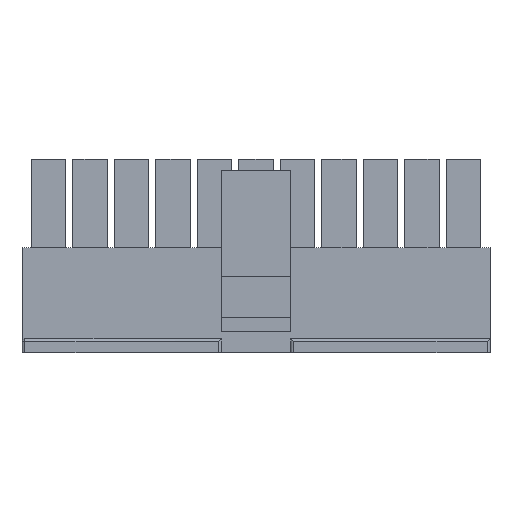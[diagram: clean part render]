
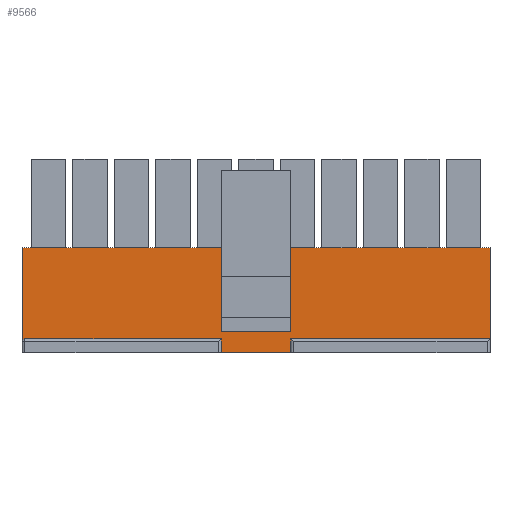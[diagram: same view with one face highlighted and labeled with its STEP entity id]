
A CAD part, top view. The second image highlights one B-rep face of the part: STEP entity #9566.
In plain terms, the highlighted planar face has unit normal (0, 0, 1).
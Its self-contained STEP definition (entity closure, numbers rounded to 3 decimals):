
#47=CIRCLE('',#10108,0.2);
#1278=ORIENTED_EDGE('',*,*,#2797,.F.);
#1279=ORIENTED_EDGE('',*,*,#3706,.T.);
#1280=ORIENTED_EDGE('',*,*,#2803,.T.);
#1281=ORIENTED_EDGE('',*,*,#3707,.T.);
#1282=ORIENTED_EDGE('',*,*,#3708,.T.);
#1283=ORIENTED_EDGE('',*,*,#3709,.F.);
#1284=ORIENTED_EDGE('',*,*,#3710,.F.);
#1285=ORIENTED_EDGE('',*,*,#3711,.F.);
#1286=ORIENTED_EDGE('',*,*,#3712,.T.);
#1287=ORIENTED_EDGE('',*,*,#3713,.F.);
#1288=ORIENTED_EDGE('',*,*,#3714,.T.);
#1289=ORIENTED_EDGE('',*,*,#3699,.F.);
#1290=ORIENTED_EDGE('',*,*,#3715,.T.);
#1291=ORIENTED_EDGE('',*,*,#2908,.F.);
#1292=ORIENTED_EDGE('',*,*,#3716,.F.);
#1293=ORIENTED_EDGE('',*,*,#3698,.F.);
#1294=ORIENTED_EDGE('',*,*,#3717,.T.);
#2797=EDGE_CURVE('',#4167,#4168,#5041,.T.);
#2803=EDGE_CURVE('',#4173,#4174,#5047,.T.);
#2908=EDGE_CURVE('',#4259,#4260,#5151,.T.);
#3698=EDGE_CURVE('',#4867,#4864,#5936,.T.);
#3699=EDGE_CURVE('',#4868,#4869,#5937,.T.);
#3706=EDGE_CURVE('',#4167,#4173,#5944,.T.);
#3707=EDGE_CURVE('',#4174,#4168,#5945,.T.);
#3708=EDGE_CURVE('',#4874,#4875,#5946,.T.);
#3709=EDGE_CURVE('',#4876,#4875,#5947,.T.);
#3710=EDGE_CURVE('',#4877,#4876,#5948,.T.);
#3711=EDGE_CURVE('',#4874,#4877,#5949,.T.);
#3712=EDGE_CURVE('',#4878,#4879,#5950,.T.);
#3713=EDGE_CURVE('',#4880,#4879,#5951,.T.);
#3714=EDGE_CURVE('',#4880,#4869,#47,.F.);
#3715=EDGE_CURVE('',#4868,#4260,#5952,.T.);
#3716=EDGE_CURVE('',#4864,#4259,#5953,.T.);
#3717=EDGE_CURVE('',#4867,#4878,#5954,.T.);
#4167=VERTEX_POINT('',#12895);
#4168=VERTEX_POINT('',#12897);
#4173=VERTEX_POINT('',#12910);
#4174=VERTEX_POINT('',#12911);
#4259=VERTEX_POINT('',#13117);
#4260=VERTEX_POINT('',#13119);
#4864=VERTEX_POINT('',#14673);
#4867=VERTEX_POINT('',#14678);
#4868=VERTEX_POINT('',#14682);
#4869=VERTEX_POINT('',#14683);
#4874=VERTEX_POINT('',#14699);
#4875=VERTEX_POINT('',#14700);
#4876=VERTEX_POINT('',#14702);
#4877=VERTEX_POINT('',#14704);
#4878=VERTEX_POINT('',#14707);
#4879=VERTEX_POINT('',#14708);
#4880=VERTEX_POINT('',#14710);
#5041=LINE('',#12896,#6392);
#5047=LINE('',#12909,#6398);
#5151=LINE('',#13118,#6502);
#5936=LINE('',#14679,#7287);
#5937=LINE('',#14681,#7288);
#5944=LINE('',#14696,#7295);
#5945=LINE('',#14697,#7296);
#5946=LINE('',#14698,#7297);
#5947=LINE('',#14701,#7298);
#5948=LINE('',#14703,#7299);
#5949=LINE('',#14705,#7300);
#5950=LINE('',#14706,#7301);
#5951=LINE('',#14709,#7302);
#5952=LINE('',#14712,#7303);
#5953=LINE('',#14713,#7304);
#5954=LINE('',#14714,#7305);
#6392=VECTOR('',#10462,1000.);
#6398=VECTOR('',#10472,1000.);
#6502=VECTOR('',#10612,1000.);
#7287=VECTOR('',#11733,1000.);
#7288=VECTOR('',#11736,1000.);
#7295=VECTOR('',#11747,1000.);
#7296=VECTOR('',#11748,1000.);
#7297=VECTOR('',#11749,1000.);
#7298=VECTOR('',#11750,1000.);
#7299=VECTOR('',#11751,1000.);
#7300=VECTOR('',#11752,1000.);
#7301=VECTOR('',#11753,1000.);
#7302=VECTOR('',#11754,1000.);
#7303=VECTOR('',#11757,1000.);
#7304=VECTOR('',#11758,1000.);
#7305=VECTOR('',#11759,1000.);
#7959=EDGE_LOOP('',(#1278,#1279,#1280,#1281));
#7960=EDGE_LOOP('',(#1282,#1283,#1284,#1285));
#7961=EDGE_LOOP('',(#1286,#1287,#1288,#1289,#1290,#1291,#1292,#1293,#1294));
#8525=FACE_BOUND('',#7959,.T.);
#8526=FACE_BOUND('',#7960,.T.);
#8527=FACE_BOUND('',#7961,.T.);
#9058=PLANE('',#10107);
#9566=ADVANCED_FACE('',(#8525,#8526,#8527),#9058,.T.);
#10107=AXIS2_PLACEMENT_3D('',#14695,#11745,#11746);
#10108=AXIS2_PLACEMENT_3D('',#14711,#11755,#11756);
#10462=DIRECTION('',(-1.,0.,0.));
#10472=DIRECTION('',(-1.,0.,0.));
#10612=DIRECTION('',(-1.,0.,0.));
#11733=DIRECTION('',(-1.,0.,0.));
#11736=DIRECTION('',(-1.,0.,0.));
#11745=DIRECTION('',(0.,0.,1.));
#11746=DIRECTION('',(1.,0.,0.));
#11747=DIRECTION('',(0.,-1.,0.));
#11748=DIRECTION('',(0.,1.,0.));
#11749=DIRECTION('',(-1.,0.,0.));
#11750=DIRECTION('',(0.,-1.,0.));
#11751=DIRECTION('',(-1.,0.,0.));
#11752=DIRECTION('',(0.,1.,0.));
#11753=DIRECTION('',(-1.,0.,0.));
#11754=DIRECTION('',(0.,1.,0.));
#11755=DIRECTION('',(0.,0.,1.));
#11756=DIRECTION('',(1.,0.,0.));
#11757=DIRECTION('',(0.,-1.,0.));
#11758=DIRECTION('',(0.,-1.,0.));
#11759=DIRECTION('',(0.,1.,0.));
#12895=CARTESIAN_POINT('',(-1.625,2.419,1.93));
#12896=CARTESIAN_POINT('',(2.5,2.419,1.93));
#12897=CARTESIAN_POINT('',(-2.5,2.419,1.93));
#12909=CARTESIAN_POINT('',(2.5,1.619,1.93));
#12910=CARTESIAN_POINT('',(-1.625,1.619,1.93));
#12911=CARTESIAN_POINT('',(-2.5,1.619,1.93));
#13117=CARTESIAN_POINT('',(2.5,-4.3,1.93));
#13118=CARTESIAN_POINT('',(2.5,-4.3,1.93));
#13119=CARTESIAN_POINT('',(-2.5,-4.3,1.93));
#14673=CARTESIAN_POINT('',(2.5,-3.3,1.93));
#14678=CARTESIAN_POINT('',(16.925,-3.3,1.93));
#14679=CARTESIAN_POINT('',(16.925,-3.3,1.93));
#14681=CARTESIAN_POINT('',(16.925,-3.3,1.93));
#14682=CARTESIAN_POINT('',(-2.5,-3.3,1.93));
#14683=CARTESIAN_POINT('',(-16.725,-3.3,1.93));
#14695=CARTESIAN_POINT('',(16.925,-3.3,1.93));
#14696=CARTESIAN_POINT('',(-1.625,6.65,1.93));
#14697=CARTESIAN_POINT('',(-2.5,1.619,1.93));
#14698=CARTESIAN_POINT('',(2.5,1.619,1.93));
#14699=CARTESIAN_POINT('',(2.5,1.619,1.93));
#14700=CARTESIAN_POINT('',(1.625,1.619,1.93));
#14701=CARTESIAN_POINT('',(1.625,6.65,1.93));
#14702=CARTESIAN_POINT('',(1.625,2.419,1.93));
#14703=CARTESIAN_POINT('',(2.5,2.419,1.93));
#14704=CARTESIAN_POINT('',(2.5,2.419,1.93));
#14705=CARTESIAN_POINT('',(2.5,1.619,1.93));
#14706=CARTESIAN_POINT('',(16.925,3.3,1.93));
#14707=CARTESIAN_POINT('',(16.925,3.3,1.93));
#14708=CARTESIAN_POINT('',(-16.925,3.3,1.93));
#14709=CARTESIAN_POINT('',(-16.925,-3.3,1.93));
#14710=CARTESIAN_POINT('',(-16.925,-3.5,1.93));
#14711=CARTESIAN_POINT('',(-16.725,-3.5,1.93));
#14712=CARTESIAN_POINT('',(-2.5,33.211,1.93));
#14713=CARTESIAN_POINT('',(2.5,33.211,1.93));
#14714=CARTESIAN_POINT('',(16.925,-3.3,1.93));
